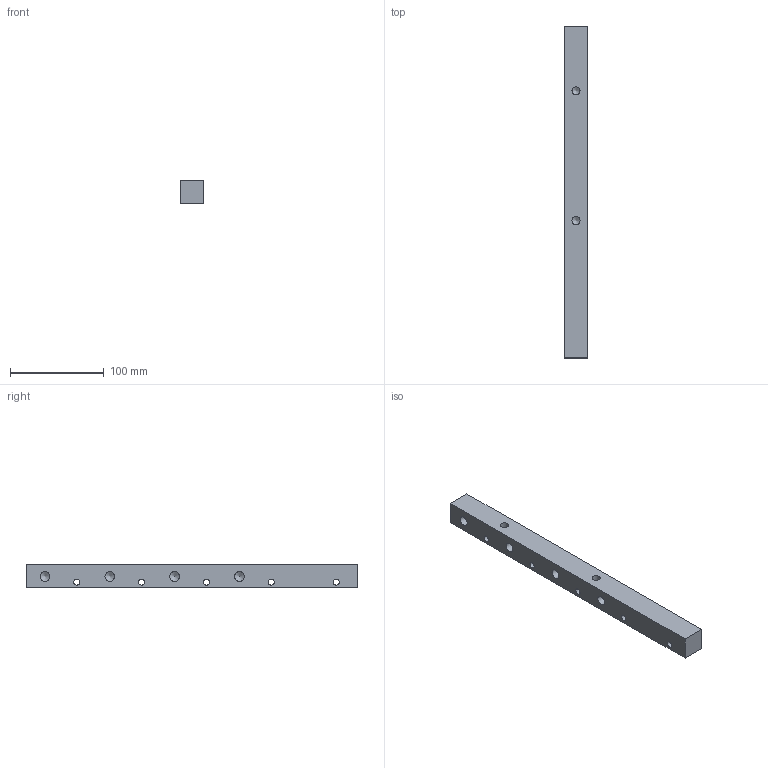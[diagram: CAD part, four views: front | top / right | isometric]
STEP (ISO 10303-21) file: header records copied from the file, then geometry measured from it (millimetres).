
FILE_DESCRIPTION(/* description */ (''),/* implementation_level */ '2;1');
FILE_NAME(/* name */ 'Guide tole 02.step',/* time_stamp */ '2024-01-13T10:23:56+01:00',/* author */ (''),/* organization */ (''),/* preprocessor_version */ 'ST-DEVELOPER v20',/* originating_system */ 'Autodesk Translation Framework v12.14.0.127',/* authorisation */ '');
FILE_SCHEMA (('AUTOMOTIVE_DESIGN { 1 0 10303 214 3 1 1 }'));
Length unit declared in the file: millimetre
Products named in the file (1): Guide_tole 02
Bounding box: 25 x 353.2 x 25 mm (x, y, z)
Volume: 206802.4 mm3; surface area: 42701.1 mm2
Topology: 1 solids, 1 shells, 23 faces, 57 edges, 36 vertices
Faces by surface type: cylinder 11, cone 6, plane 6
Full cylindrical faces by diameter (mm): 6.5 x5, 8.526 x2, 10.274 x4
Entity records: 715 total; most frequent: DIRECTION 121, CARTESIAN_POINT 111, ORIENTED_EDGE 102, EDGE_CURVE 51, AXIS2_PLACEMENT_3D 46, EDGE_LOOP 39, VERTEX_POINT 36, LINE 29
